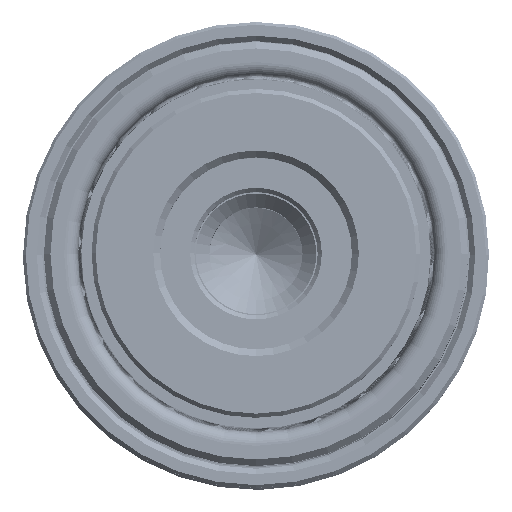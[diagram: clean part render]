
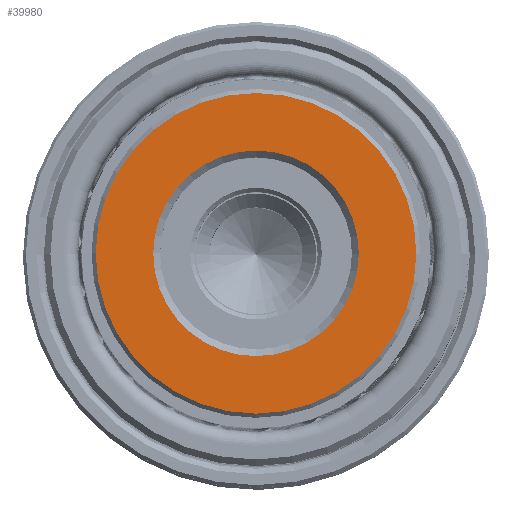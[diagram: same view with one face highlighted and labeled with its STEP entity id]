
A CAD part, top view. The second image highlights one B-rep face of the part: STEP entity #39980.
In plain terms, the highlighted face is planar.
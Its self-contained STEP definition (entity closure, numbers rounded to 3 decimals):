
#77 = CIRCLE ( 'NONE', #29688, 11.7 ) ;
#1137 = VERTEX_POINT ( 'NONE', #3672 ) ;
#1667 = ORIENTED_EDGE ( 'NONE', *, *, #14599, .T. ) ;
#3670 = FACE_OUTER_BOUND ( 'NONE', #25333, .T. ) ;
#3672 = CARTESIAN_POINT ( 'NONE',  ( -7.5, 0., 0. ) ) ;
#4574 = DIRECTION ( 'NONE',  ( 0., 0., 1. ) ) ;
#4703 = FACE_BOUND ( 'NONE', #21274, .T. ) ;
#5707 = DIRECTION ( 'NONE',  ( 0., 0., -1. ) ) ;
#6505 = AXIS2_PLACEMENT_3D ( 'NONE', #24605, #4574, #27964 ) ;
#7189 = CARTESIAN_POINT ( 'NONE',  ( 0., 0., 0. ) ) ;
#7999 = EDGE_CURVE ( 'NONE', #37635, #12176, #77, .T. ) ;
#8161 = ORIENTED_EDGE ( 'NONE', *, *, #37680, .T. ) ;
#9659 = PLANE ( 'NONE',  #27914 ) ;
#10569 = DIRECTION ( 'NONE',  ( 1., 0., 0. ) ) ;
#10708 = CARTESIAN_POINT ( 'NONE',  ( 0., 0., 0. ) ) ;
#10836 = DIRECTION ( 'NONE',  ( 0., 0., -1. ) ) ;
#12176 = VERTEX_POINT ( 'NONE', #15087 ) ;
#13308 = EDGE_CURVE ( 'NONE', #30467, #1137, #37011, .T. ) ;
#14085 = DIRECTION ( 'NONE',  ( 1., 0., 0. ) ) ;
#14599 = EDGE_CURVE ( 'NONE', #1137, #30467, #24443, .T. ) ;
#15087 = CARTESIAN_POINT ( 'NONE',  ( -11.7, 0., 0. ) ) ;
#20622 = CARTESIAN_POINT ( 'NONE',  ( 7.5, 0., 0. ) ) ;
#21274 = EDGE_LOOP ( 'NONE', ( #1667, #21906 ) ) ;
#21906 = ORIENTED_EDGE ( 'NONE', *, *, #13308, .T. ) ;
#24443 = CIRCLE ( 'NONE', #39287, 7.5 ) ;
#24605 = CARTESIAN_POINT ( 'NONE',  ( 0., 0., 0. ) ) ;
#25333 = EDGE_LOOP ( 'NONE', ( #32789, #8161 ) ) ;
#25744 = CARTESIAN_POINT ( 'NONE',  ( 0., 0., 0. ) ) ;
#27914 = AXIS2_PLACEMENT_3D ( 'NONE', #7189, #30585, #10569 ) ;
#27964 = DIRECTION ( 'NONE',  ( 1., 0., 0. ) ) ;
#29097 = DIRECTION ( 'NONE',  ( 1., 0., 0. ) ) ;
#29688 = AXIS2_PLACEMENT_3D ( 'NONE', #30847, #10836, #34201 ) ;
#30467 = VERTEX_POINT ( 'NONE', #20622 ) ;
#30585 = DIRECTION ( 'NONE',  ( 0., 0., 1. ) ) ;
#30847 = CARTESIAN_POINT ( 'NONE',  ( 0., 0., 0. ) ) ;
#31245 = AXIS2_PLACEMENT_3D ( 'NONE', #25744, #5707, #29097 ) ;
#31892 = CARTESIAN_POINT ( 'NONE',  ( 11.7, 0., 0. ) ) ;
#32789 = ORIENTED_EDGE ( 'NONE', *, *, #7999, .T. ) ;
#34075 = CIRCLE ( 'NONE', #31245, 11.7 ) ;
#34088 = DIRECTION ( 'NONE',  ( 0., 0., 1. ) ) ;
#34201 = DIRECTION ( 'NONE',  ( 1., 0., 0. ) ) ;
#37011 = CIRCLE ( 'NONE', #6505, 7.5 ) ;
#37635 = VERTEX_POINT ( 'NONE', #31892 ) ;
#37680 = EDGE_CURVE ( 'NONE', #12176, #37635, #34075, .T. ) ;
#39287 = AXIS2_PLACEMENT_3D ( 'NONE', #10708, #34088, #14085 ) ;
#39980 = ADVANCED_FACE ( 'NONE', ( #3670, #4703 ), #9659, .F. ) ;
